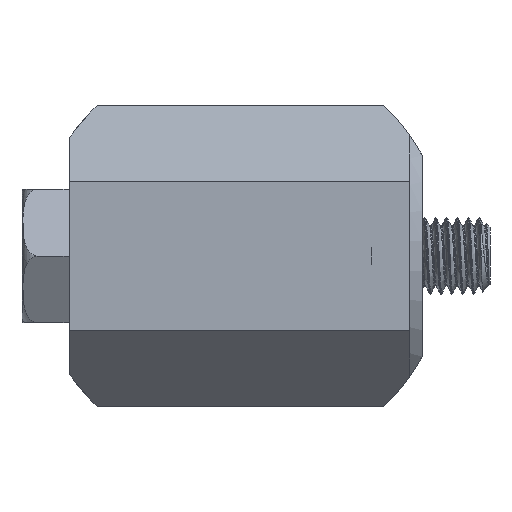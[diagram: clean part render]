
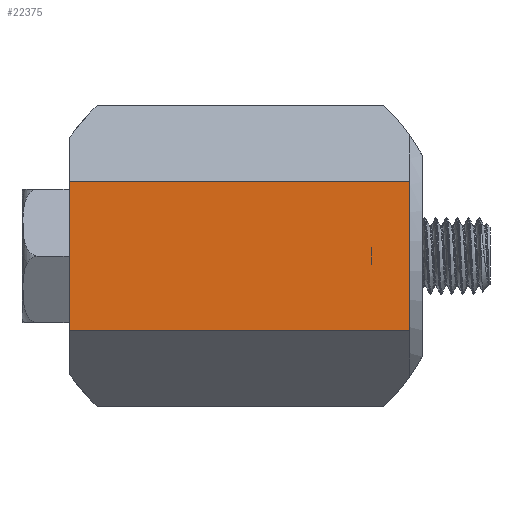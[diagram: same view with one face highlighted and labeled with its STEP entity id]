
A CAD part, left-side view. The second image highlights one B-rep face of the part: STEP entity #22375.
In plain terms, the highlighted planar face has unit normal (-1, 0, 0).
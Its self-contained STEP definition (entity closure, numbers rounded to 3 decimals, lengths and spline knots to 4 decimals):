
#774=PLANE('',#23507);
#3131=FACE_OUTER_BOUND('',#4218,.T.);
#4218=EDGE_LOOP('',(#13735,#13736,#13737,#13738));
#5419=LINE('',#30477,#5708);
#5420=LINE('',#30479,#5709);
#5421=LINE('',#30481,#5710);
#5422=LINE('',#30482,#5711);
#5708=VECTOR('',#25698,0.3937);
#5709=VECTOR('',#25699,0.3937);
#5710=VECTOR('',#25700,0.3937);
#5711=VECTOR('',#25701,0.3937);
#7567=VERTEX_POINT('',#30475);
#7568=VERTEX_POINT('',#30476);
#7569=VERTEX_POINT('',#30478);
#7570=VERTEX_POINT('',#30480);
#9942=EDGE_CURVE('',#7567,#7568,#5419,.T.);
#9943=EDGE_CURVE('',#7569,#7568,#5420,.T.);
#9944=EDGE_CURVE('',#7570,#7569,#5421,.T.);
#9945=EDGE_CURVE('',#7567,#7570,#5422,.T.);
#13735=ORIENTED_EDGE('',*,*,#9942,.T.);
#13736=ORIENTED_EDGE('',*,*,#9943,.F.);
#13737=ORIENTED_EDGE('',*,*,#9944,.F.);
#13738=ORIENTED_EDGE('',*,*,#9945,.F.);
#22375=ADVANCED_FACE('',(#3131),#774,.T.);
#23507=AXIS2_PLACEMENT_3D('',#30474,#25696,#25697);
#25696=DIRECTION('center_axis',(-1.,0.,0.));
#25697=DIRECTION('ref_axis',(0.,0.,1.));
#25698=DIRECTION('',(0.,0.,1.));
#25699=DIRECTION('',(0.,-1.,0.));
#25700=DIRECTION('',(0.,0.,1.));
#25701=DIRECTION('',(0.,1.,0.));
#30474=CARTESIAN_POINT('Origin',(-0.669,0.,-0.495));
#30475=CARTESIAN_POINT('',(-0.669,0.04,-0.245));
#30476=CARTESIAN_POINT('',(-0.669,0.04,0.245));
#30477=CARTESIAN_POINT('',(-0.669,0.04,-0.2475));
#30478=CARTESIAN_POINT('',(-0.669,1.16,0.245));
#30479=CARTESIAN_POINT('',(-0.669,0.,0.245));
#30480=CARTESIAN_POINT('',(-0.669,1.16,-0.245));
#30481=CARTESIAN_POINT('',(-0.669,1.16,0.495));
#30482=CARTESIAN_POINT('',(-0.669,0.,-0.245));
